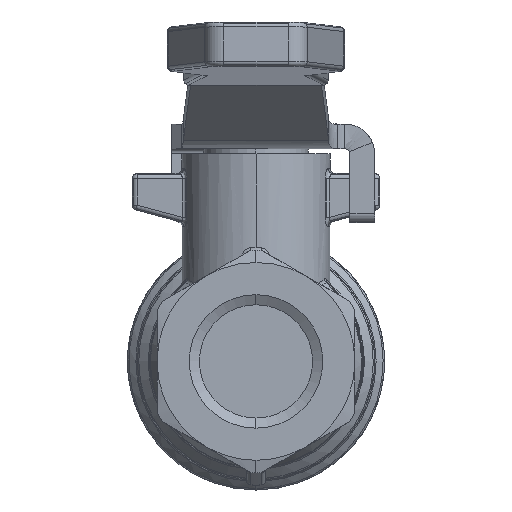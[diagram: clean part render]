
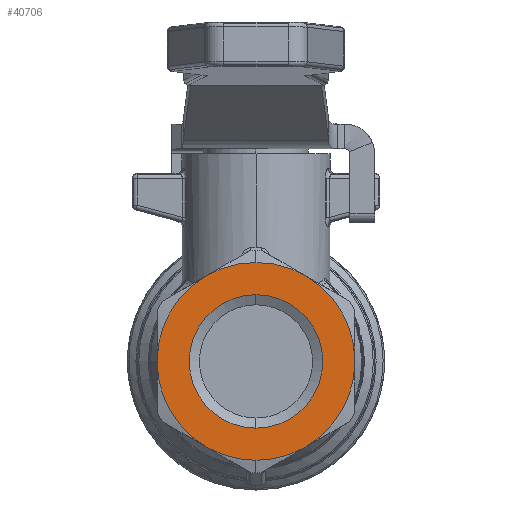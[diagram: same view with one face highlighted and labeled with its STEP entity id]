
A CAD part, left-side view. The second image highlights one B-rep face of the part: STEP entity #40706.
In plain terms, the highlighted planar face has unit normal (-1, 0, 0).
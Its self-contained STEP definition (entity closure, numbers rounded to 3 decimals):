
#40607=CARTESIAN_POINT('',(-22.5,-0.,5.625));
#40608=DIRECTION('',(-1.,0.,0.));
#40609=DIRECTION('',(0.,-1.,-0.));
#40610=AXIS2_PLACEMENT_3D('',#40607,#40608,#40609);
#40611=PLANE('',#40610);
#40612=CARTESIAN_POINT('',(-22.5,5.,8.66));
#40613=VERTEX_POINT('',#40612);
#40614=CARTESIAN_POINT('',(-22.5,10.,-0.));
#40615=VERTEX_POINT('',#40614);
#40616=CARTESIAN_POINT('',(-22.5,0.,0.));
#40617=DIRECTION('',(-1.,-0.,-0.));
#40618=DIRECTION('',(0.,-0.,1.));
#40619=AXIS2_PLACEMENT_3D('',#40616,#40617,#40618);
#40620=CIRCLE('',#40619,10.);
#40621=EDGE_CURVE('',#40613,#40615,#40620,.T.);
#40622=ORIENTED_EDGE('',*,*,#40621,.T.);
#40623=CARTESIAN_POINT('',(-22.5,5.,-8.66));
#40624=VERTEX_POINT('',#40623);
#40625=CARTESIAN_POINT('',(-22.5,0.,0.));
#40626=DIRECTION('',(-1.,-0.,-0.));
#40627=DIRECTION('',(0.,-0.,1.));
#40628=AXIS2_PLACEMENT_3D('',#40625,#40626,#40627);
#40629=CIRCLE('',#40628,10.);
#40630=EDGE_CURVE('',#40615,#40624,#40629,.T.);
#40631=ORIENTED_EDGE('',*,*,#40630,.T.);
#40632=CARTESIAN_POINT('',(-22.5,0.,-10.));
#40633=VERTEX_POINT('',#40632);
#40634=CARTESIAN_POINT('',(-22.5,0.,0.));
#40635=DIRECTION('',(-1.,-0.,-0.));
#40636=DIRECTION('',(0.,0.,-1.));
#40637=AXIS2_PLACEMENT_3D('',#40634,#40635,#40636);
#40638=CIRCLE('',#40637,10.);
#40639=EDGE_CURVE('',#40624,#40633,#40638,.T.);
#40640=ORIENTED_EDGE('',*,*,#40639,.T.);
#40641=CARTESIAN_POINT('',(-22.5,-5.,-8.66));
#40642=VERTEX_POINT('',#40641);
#40643=CARTESIAN_POINT('',(-22.5,0.,0.));
#40644=DIRECTION('',(-1.,-0.,-0.));
#40645=DIRECTION('',(0.,0.,-1.));
#40646=AXIS2_PLACEMENT_3D('',#40643,#40644,#40645);
#40647=CIRCLE('',#40646,10.);
#40648=EDGE_CURVE('',#40633,#40642,#40647,.T.);
#40649=ORIENTED_EDGE('',*,*,#40648,.T.);
#40650=CARTESIAN_POINT('',(-22.5,-10.,-0.));
#40651=VERTEX_POINT('',#40650);
#40652=CARTESIAN_POINT('',(-22.5,0.,0.));
#40653=DIRECTION('',(-1.,-0.,-0.));
#40654=DIRECTION('',(0.,-0.,1.));
#40655=AXIS2_PLACEMENT_3D('',#40652,#40653,#40654);
#40656=CIRCLE('',#40655,10.);
#40657=EDGE_CURVE('',#40642,#40651,#40656,.T.);
#40658=ORIENTED_EDGE('',*,*,#40657,.T.);
#40659=CARTESIAN_POINT('',(-22.5,-5.,8.66));
#40660=VERTEX_POINT('',#40659);
#40661=CARTESIAN_POINT('',(-22.5,0.,0.));
#40662=DIRECTION('',(-1.,-0.,-0.));
#40663=DIRECTION('',(0.,-0.,1.));
#40664=AXIS2_PLACEMENT_3D('',#40661,#40662,#40663);
#40665=CIRCLE('',#40664,10.);
#40666=EDGE_CURVE('',#40651,#40660,#40665,.T.);
#40667=ORIENTED_EDGE('',*,*,#40666,.T.);
#40668=CARTESIAN_POINT('',(-22.5,-0.,10.));
#40669=VERTEX_POINT('',#40668);
#40670=CARTESIAN_POINT('',(-22.5,0.,0.));
#40671=DIRECTION('',(-1.,-0.,-0.));
#40672=DIRECTION('',(0.,-0.,1.));
#40673=AXIS2_PLACEMENT_3D('',#40670,#40671,#40672);
#40674=CIRCLE('',#40673,10.);
#40675=EDGE_CURVE('',#40660,#40669,#40674,.T.);
#40676=ORIENTED_EDGE('',*,*,#40675,.T.);
#40677=CARTESIAN_POINT('',(-22.5,0.,0.));
#40678=DIRECTION('',(-1.,-0.,-0.));
#40679=DIRECTION('',(0.,-0.,1.));
#40680=AXIS2_PLACEMENT_3D('',#40677,#40678,#40679);
#40681=CIRCLE('',#40680,10.);
#40682=EDGE_CURVE('',#40669,#40613,#40681,.T.);
#40683=ORIENTED_EDGE('',*,*,#40682,.T.);
#40684=EDGE_LOOP('',(#40622,#40631,#40640,#40649,#40658,#40667,#40676,#40683));
#40685=FACE_BOUND('',#40684,.T.);
#40686=CARTESIAN_POINT('',(-22.5,-0.,-6.75));
#40687=VERTEX_POINT('',#40686);
#40688=CARTESIAN_POINT('',(-22.5,0.,6.75));
#40689=VERTEX_POINT('',#40688);
#40690=CARTESIAN_POINT('',(-22.5,0.,0.));
#40691=DIRECTION('',(1.,-0.,-0.));
#40692=DIRECTION('',(0.,-0.,1.));
#40693=AXIS2_PLACEMENT_3D('',#40690,#40691,#40692);
#40694=CIRCLE('',#40693,6.75);
#40695=EDGE_CURVE('',#40687,#40689,#40694,.T.);
#40696=ORIENTED_EDGE('',*,*,#40695,.T.);
#40697=CARTESIAN_POINT('',(-22.5,0.,0.));
#40698=DIRECTION('',(1.,-0.,-0.));
#40699=DIRECTION('',(0.,-0.,1.));
#40700=AXIS2_PLACEMENT_3D('',#40697,#40698,#40699);
#40701=CIRCLE('',#40700,6.75);
#40702=EDGE_CURVE('',#40689,#40687,#40701,.T.);
#40703=ORIENTED_EDGE('',*,*,#40702,.T.);
#40704=EDGE_LOOP('',(#40696,#40703));
#40705=FACE_BOUND('',#40704,.T.);
#40706=ADVANCED_FACE('',(#40685,#40705),#40611,.T.);
